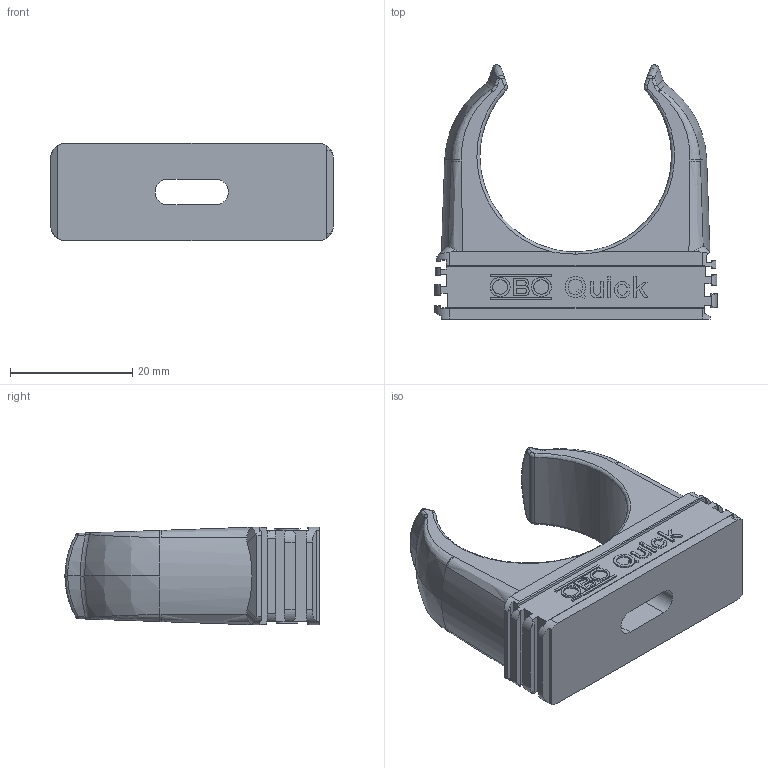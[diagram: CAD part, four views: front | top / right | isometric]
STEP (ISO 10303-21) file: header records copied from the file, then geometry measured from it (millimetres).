
FILE_DESCRIPTION((''),'2;1');
FILE_NAME('2149321','2014-01-27T',('AndreasKeweloh'),(''),'PRO/ENGINEER BY PARAMETRIC TECHNOLOGY CORPORATION, 2012360','PRO/ENGINEER BY PARAMETRIC TECHNOLOGY CORPORATION, 2012360','');
FILE_SCHEMA(('CONFIG_CONTROL_DESIGN'));
Length unit declared in the file: millimetre
Products named in the file (1): 2149321
Bounding box: 46.3 x 41.68 x 16 mm (x, y, z)
Volume: 12459 mm3; surface area: 5757.9 mm2
Topology: 1 solids, 1 shells, 548 faces, 1542 edges, 1016 vertices
Faces by surface type: plane 405, cylinder 79, bspline 56, extrusion 8
Entity records: 23640 total; most frequent: CARTESIAN_POINT 9938, ORIENTED_EDGE 3084, DIRECTION 2422, EDGE_CURVE 1542, VECTOR 1198, LINE 1190, VERTEX_POINT 1016, AXIS2_PLACEMENT_3D 612
